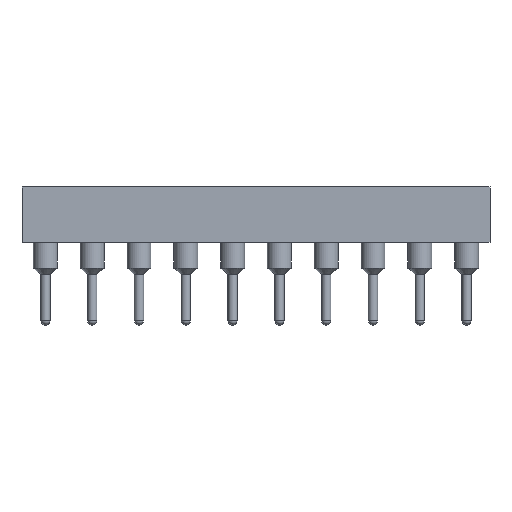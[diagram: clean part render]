
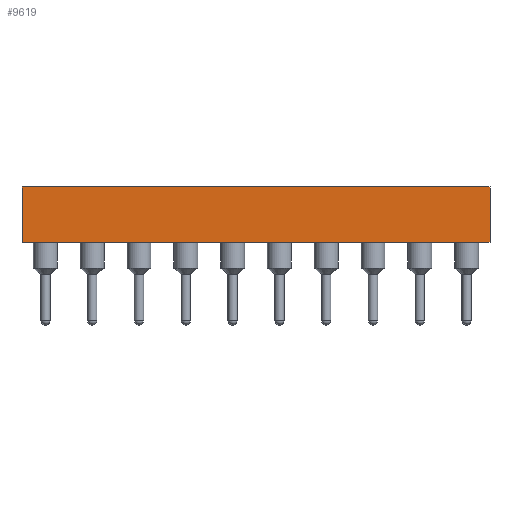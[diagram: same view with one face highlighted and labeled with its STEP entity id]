
A CAD part, front view. The second image highlights one B-rep face of the part: STEP entity #9619.
In plain terms, the highlighted planar face has unit normal (0, -1, 0).
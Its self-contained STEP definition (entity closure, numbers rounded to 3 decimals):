
#829 = EDGE_CURVE ( 'NONE', #8948, #11744, #10152, .T. ) ;
#1176 = CARTESIAN_POINT ( 'NONE',  ( 12.7, -5.08, -3. ) ) ;
#1760 = FACE_OUTER_BOUND ( 'NONE', #8652, .T. ) ;
#3069 = DIRECTION ( 'NONE',  ( 0., -1., 0. ) ) ;
#3070 = CARTESIAN_POINT ( 'NONE',  ( 25.4, -5.08, 0. ) ) ;
#3333 = ORIENTED_EDGE ( 'NONE', *, *, #3763, .F. ) ;
#3763 = EDGE_CURVE ( 'NONE', #8948, #5350, #6633, .T. ) ;
#4071 = VECTOR ( 'NONE', #8236, 1000. ) ;
#4091 = VERTEX_POINT ( 'NONE', #8300 ) ;
#4260 = LINE ( 'NONE', #7913, #5650 ) ;
#5350 = VERTEX_POINT ( 'NONE', #14921 ) ;
#5555 = DIRECTION ( 'NONE',  ( -1., 0., 0. ) ) ;
#5599 = CARTESIAN_POINT ( 'NONE',  ( 0., -5.08, 0. ) ) ;
#5650 = VECTOR ( 'NONE', #14360, 1000. ) ;
#6633 = LINE ( 'NONE', #3070, #4071 ) ;
#7913 = CARTESIAN_POINT ( 'NONE',  ( 0., -5.08, 0. ) ) ;
#8235 = DIRECTION ( 'NONE',  ( 1., 0., 0. ) ) ;
#8236 = DIRECTION ( 'NONE',  ( 0., 0., -1. ) ) ;
#8300 = CARTESIAN_POINT ( 'NONE',  ( 0., -5.08, -3. ) ) ;
#8445 = EDGE_CURVE ( 'NONE', #11744, #4091, #4260, .T. ) ;
#8652 = EDGE_LOOP ( 'NONE', ( #13719, #12720, #14015, #3333 ) ) ;
#8948 = VERTEX_POINT ( 'NONE', #9225 ) ;
#9073 = CARTESIAN_POINT ( 'NONE',  ( 0., -5.08, 0. ) ) ;
#9225 = CARTESIAN_POINT ( 'NONE',  ( 25.4, -5.08, 0. ) ) ;
#9619 = ADVANCED_FACE ( 'NONE', ( #1760 ), #12047, .T. ) ;
#9894 = VECTOR ( 'NONE', #10084, 1000. ) ;
#10084 = DIRECTION ( 'NONE',  ( 1., 0., 0. ) ) ;
#10152 = LINE ( 'NONE', #9073, #10383 ) ;
#10383 = VECTOR ( 'NONE', #5555, 1000. ) ;
#11744 = VERTEX_POINT ( 'NONE', #13300 ) ;
#12047 = PLANE ( 'NONE',  #15435 ) ;
#12720 = ORIENTED_EDGE ( 'NONE', *, *, #8445, .T. ) ;
#13300 = CARTESIAN_POINT ( 'NONE',  ( 0., -5.08, 0. ) ) ;
#13620 = EDGE_CURVE ( 'NONE', #4091, #5350, #13828, .T. ) ;
#13719 = ORIENTED_EDGE ( 'NONE', *, *, #829, .T. ) ;
#13828 = LINE ( 'NONE', #1176, #9894 ) ;
#14015 = ORIENTED_EDGE ( 'NONE', *, *, #13620, .T. ) ;
#14360 = DIRECTION ( 'NONE',  ( 0., 0., -1. ) ) ;
#14921 = CARTESIAN_POINT ( 'NONE',  ( 25.4, -5.08, -3. ) ) ;
#15435 = AXIS2_PLACEMENT_3D ( 'NONE', #5599, #3069, #8235 ) ;
